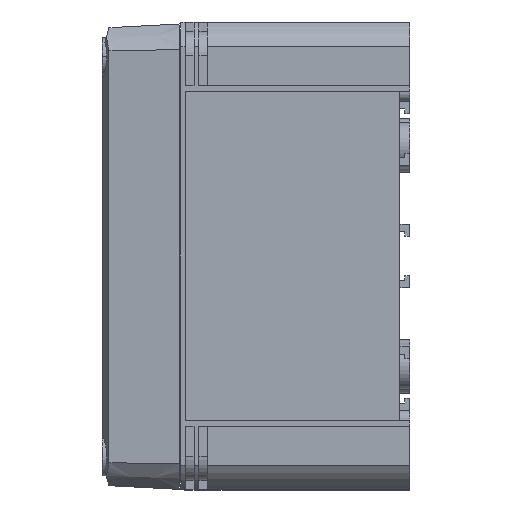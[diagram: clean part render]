
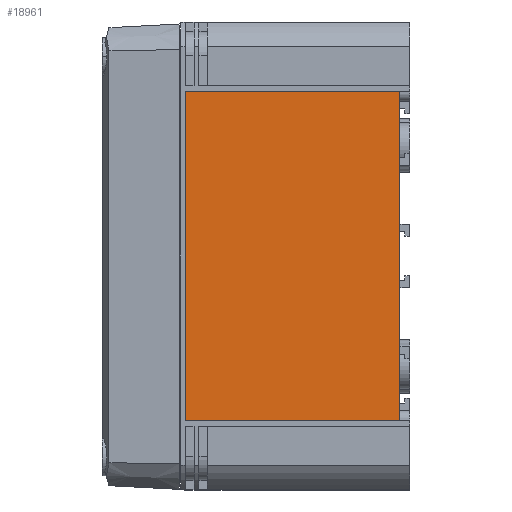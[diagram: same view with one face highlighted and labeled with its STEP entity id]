
A CAD part, left-side view. The second image highlights one B-rep face of the part: STEP entity #18961.
In plain terms, the highlighted planar face has unit normal (-1, 0, 0).
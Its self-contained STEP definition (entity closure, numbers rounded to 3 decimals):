
#892 = DIRECTION ( 'NONE',  ( 0., 0., 1. ) ) ;
#1741 = ORIENTED_EDGE ( 'NONE', *, *, #15648, .T. ) ;
#1973 = DIRECTION ( 'NONE',  ( 0., 0., -1. ) ) ;
#2548 = VECTOR ( 'NONE', #1973, 1000. ) ;
#2574 = CARTESIAN_POINT ( 'NONE',  ( -118.841, 87.5, -67.2 ) ) ;
#4190 = ORIENTED_EDGE ( 'NONE', *, *, #4282, .T. ) ;
#4282 = EDGE_CURVE ( 'NONE', #18482, #18591, #20104, .T. ) ;
#4991 = EDGE_CURVE ( 'NONE', #8473, #18482, #13916, .T. ) ;
#5496 = LINE ( 'NONE', #9171, #10746 ) ;
#5612 = DIRECTION ( 'NONE',  ( 0., -1., 0. ) ) ;
#6098 = CARTESIAN_POINT ( 'NONE',  ( -118.841, 0., -67.2 ) ) ;
#7196 = ORIENTED_EDGE ( 'NONE', *, *, #4991, .T. ) ;
#8473 = VERTEX_POINT ( 'NONE', #6098 ) ;
#8979 = ORIENTED_EDGE ( 'NONE', *, *, #17473, .T. ) ;
#9171 = CARTESIAN_POINT ( 'NONE',  ( -118.841, 87.5, -67.2 ) ) ;
#10204 = PLANE ( 'NONE',  #21428 ) ;
#10231 = CARTESIAN_POINT ( 'NONE',  ( -118.841, 0., 67.2 ) ) ;
#10746 = VECTOR ( 'NONE', #5612, 1000. ) ;
#12617 = DIRECTION ( 'NONE',  ( 0., 1., 0. ) ) ;
#13890 = DIRECTION ( 'NONE',  ( 0., 0., 1. ) ) ;
#13916 = LINE ( 'NONE', #21410, #21824 ) ;
#14712 = CARTESIAN_POINT ( 'NONE',  ( -118.841, 87.5, 67.2 ) ) ;
#15648 = EDGE_CURVE ( 'NONE', #19375, #8473, #5496, .T. ) ;
#15735 = CARTESIAN_POINT ( 'NONE',  ( -118.841, 0., 0. ) ) ;
#17120 = VECTOR ( 'NONE', #12617, 1000. ) ;
#17473 = EDGE_CURVE ( 'NONE', #18591, #19375, #18797, .T. ) ;
#17597 = FACE_OUTER_BOUND ( 'NONE', #22799, .T. ) ;
#18482 = VERTEX_POINT ( 'NONE', #10231 ) ;
#18591 = VERTEX_POINT ( 'NONE', #23020 ) ;
#18681 = CARTESIAN_POINT ( 'NONE',  ( -118.841, 87.5, -67.2 ) ) ;
#18797 = LINE ( 'NONE', #18681, #2548 ) ;
#18961 = ADVANCED_FACE ( 'NONE', ( #17597 ), #10204, .T. ) ;
#19375 = VERTEX_POINT ( 'NONE', #2574 ) ;
#20104 = LINE ( 'NONE', #14712, #17120 ) ;
#21410 = CARTESIAN_POINT ( 'NONE',  ( -118.841, 0., 0. ) ) ;
#21428 = AXIS2_PLACEMENT_3D ( 'NONE', #15735, #23217, #13890 ) ;
#21824 = VECTOR ( 'NONE', #892, 1000. ) ;
#22799 = EDGE_LOOP ( 'NONE', ( #1741, #7196, #4190, #8979 ) ) ;
#23020 = CARTESIAN_POINT ( 'NONE',  ( -118.841, 87.5, 67.2 ) ) ;
#23217 = DIRECTION ( 'NONE',  ( -1., 0., 0. ) ) ;
